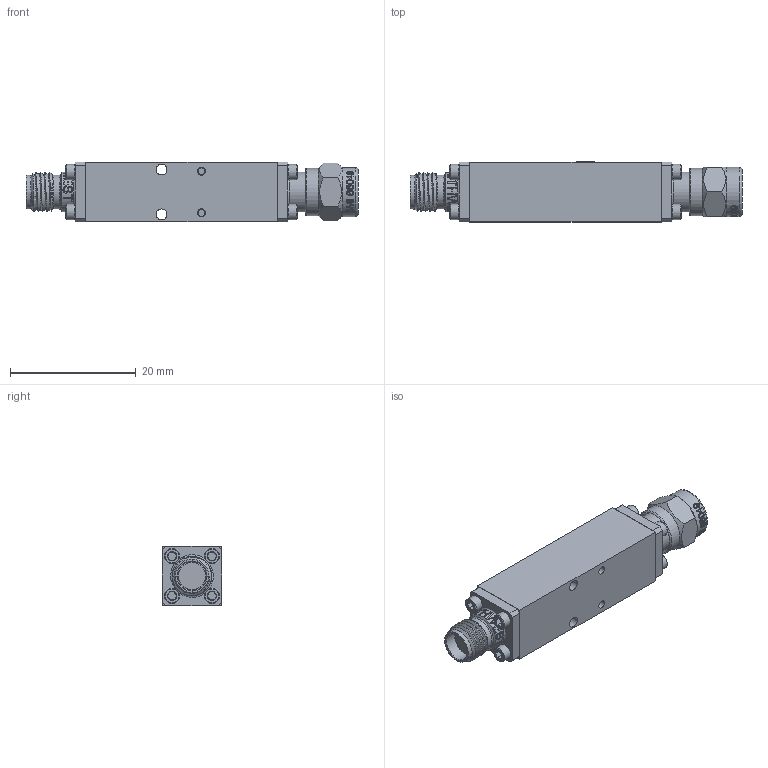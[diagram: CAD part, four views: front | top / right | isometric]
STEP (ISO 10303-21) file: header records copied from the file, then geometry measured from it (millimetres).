
FILE_DESCRIPTION(/* description */ (''),/* implementation_level */ '2;1');
FILE_NAME(/* name */ 'ltcc_filter_connectors v4.step',/* time_stamp */ '2023-02-21T21:59:24-05:00',/* author */ (''),/* organization */ (''),/* preprocessor_version */ 'ST-DEVELOPER v19.2',/* originating_system */ 'Autodesk Translation Framework v11.17.0.187',/* authorisation */ '');
FILE_SCHEMA (('AUTOMOTIVE_DESIGN { 1 0 10303 214 3 1 1 }'));
Products named in the file (1): ltcc_filter_complete
Bounding box: 52.84 x 9.55 x 9.53 mm (x, y, z)
Volume: 3294.7 mm3; surface area: 3302.1 mm2
Topology: 14 solids, 16 shells, 698 faces, 1757 edges, 1133 vertices
Faces by surface type: cylinder 286, plane 225, cone 110, bspline 71, torus 6
Full cylindrical faces by diameter (mm): 1.094 x16, 1.112 x72, 1.245 x2, 1.524 x90, 1.702 x4, 1.727 x2, 1.753 x4, 2.438 x8, 4.547 x1, 4.623 x1, 4.966 x1, 5.347 x2, 5.491 x1, 6.286 x1, 6.331 x2, 6.477 x2, 6.528 x1, 7.163 x1, 7.544 x1, 7.81 x1
Entity records: 41034 total; most frequent: CARTESIAN_POINT 25969, ORIENTED_EDGE 3508, DIRECTION 2704, EDGE_CURVE 1755, VERTEX_POINT 1133, AXIS2_PLACEMENT_3D 1009, EDGE_LOOP 770, FACE_OUTER_BOUND 698
